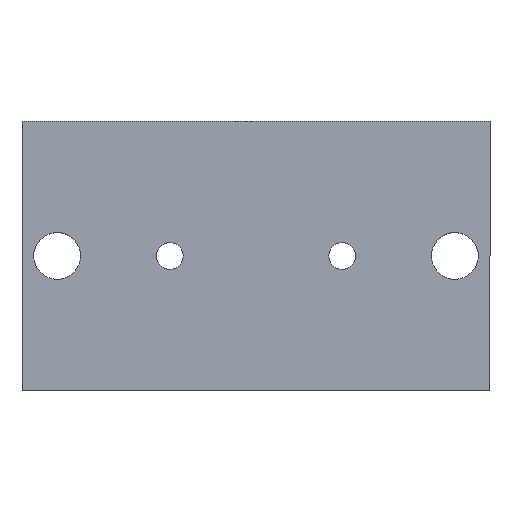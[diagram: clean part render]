
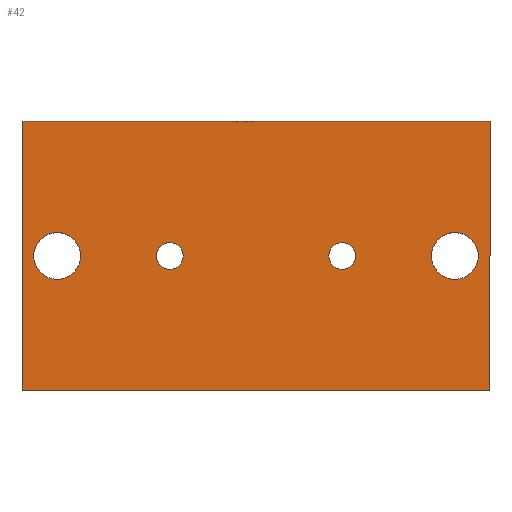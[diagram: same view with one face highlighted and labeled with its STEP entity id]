
A CAD part, top view. The second image highlights one B-rep face of the part: STEP entity #42.
In plain terms, the highlighted planar face has unit normal (0, 0, 1).
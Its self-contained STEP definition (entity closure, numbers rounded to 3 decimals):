
#12 = LINE ( 'NONE', #134, #348 ) ;
#14 = AXIS2_PLACEMENT_3D ( 'NONE', #105, #192, #489 ) ;
#23 = CIRCLE ( 'NONE', #267, 1.143 ) ;
#24 = EDGE_CURVE ( 'NONE', #115, #338, #320, .T. ) ;
#25 = CARTESIAN_POINT ( 'NONE',  ( -20., 11.5, 5. ) ) ;
#30 = LINE ( 'NONE', #25, #32 ) ;
#32 = VECTOR ( 'NONE', #116, 1000. ) ;
#40 = CARTESIAN_POINT ( 'NONE',  ( -19., 0., 5. ) ) ;
#42 = ADVANCED_FACE ( 'NONE', ( #236, #446, #132, #204, #332 ), #50, .T. ) ;
#43 = ORIENTED_EDGE ( 'NONE', *, *, #507, .F. ) ;
#50 = PLANE ( 'NONE',  #92 ) ;
#62 = EDGE_CURVE ( 'NONE', #275, #164, #492, .T. ) ;
#67 = AXIS2_PLACEMENT_3D ( 'NONE', #165, #239, #83 ) ;
#73 = EDGE_LOOP ( 'NONE', ( #426, #313, #143, #454 ) ) ;
#78 = EDGE_CURVE ( 'NONE', #338, #115, #255, .T. ) ;
#83 = DIRECTION ( 'NONE',  ( 1., 0., 0. ) ) ;
#85 = VECTOR ( 'NONE', #207, 1000. ) ;
#88 = DIRECTION ( 'NONE',  ( 1., 0., 0. ) ) ;
#92 = AXIS2_PLACEMENT_3D ( 'NONE', #494, #294, #458 ) ;
#96 = EDGE_CURVE ( 'NONE', #100, #346, #144, .T. ) ;
#100 = VERTEX_POINT ( 'NONE', #279 ) ;
#105 = CARTESIAN_POINT ( 'NONE',  ( 17., 0., 5. ) ) ;
#108 = DIRECTION ( 'NONE',  ( 1., 0., 0. ) ) ;
#114 = CARTESIAN_POINT ( 'NONE',  ( -8.509, 0., 5. ) ) ;
#115 = VERTEX_POINT ( 'NONE', #40 ) ;
#116 = DIRECTION ( 'NONE',  ( -1., 0., 0. ) ) ;
#117 = AXIS2_PLACEMENT_3D ( 'NONE', #248, #367, #450 ) ;
#132 = FACE_BOUND ( 'NONE', #365, .T. ) ;
#134 = CARTESIAN_POINT ( 'NONE',  ( 20., 11.5, 5. ) ) ;
#143 = ORIENTED_EDGE ( 'NONE', *, *, #195, .T. ) ;
#144 = CIRCLE ( 'NONE', #67, 1.143 ) ;
#146 = DIRECTION ( 'NONE',  ( 1., 0., 0. ) ) ;
#148 = CARTESIAN_POINT ( 'NONE',  ( -7.366, 0., 5. ) ) ;
#152 = CARTESIAN_POINT ( 'NONE',  ( 20., -11.5, 5. ) ) ;
#155 = CARTESIAN_POINT ( 'NONE',  ( -7.366, 0., 5. ) ) ;
#156 = DIRECTION ( 'NONE',  ( 1., 0., 0. ) ) ;
#159 = CARTESIAN_POINT ( 'NONE',  ( 20., 11.5, 5. ) ) ;
#164 = VERTEX_POINT ( 'NONE', #283 ) ;
#165 = CARTESIAN_POINT ( 'NONE',  ( 7.366, 0., 5. ) ) ;
#167 = ORIENTED_EDGE ( 'NONE', *, *, #340, .F. ) ;
#173 = DIRECTION ( 'NONE',  ( 1., 0., 0. ) ) ;
#178 = CIRCLE ( 'NONE', #398, 1.143 ) ;
#190 = ORIENTED_EDGE ( 'NONE', *, *, #285, .F. ) ;
#192 = DIRECTION ( 'NONE',  ( 0., 0., 1. ) ) ;
#195 = EDGE_CURVE ( 'NONE', #298, #470, #12, .T. ) ;
#204 = FACE_BOUND ( 'NONE', #512, .T. ) ;
#207 = DIRECTION ( 'NONE',  ( 0., -1., 0. ) ) ;
#210 = DIRECTION ( 'NONE',  ( 0., 0., 1. ) ) ;
#215 = ORIENTED_EDGE ( 'NONE', *, *, #78, .F. ) ;
#224 = AXIS2_PLACEMENT_3D ( 'NONE', #532, #210, #403 ) ;
#226 = CARTESIAN_POINT ( 'NONE',  ( 8.509, 0., 5. ) ) ;
#227 = EDGE_CURVE ( 'NONE', #470, #275, #30, .T. ) ;
#231 = ORIENTED_EDGE ( 'NONE', *, *, #347, .F. ) ;
#236 = FACE_BOUND ( 'NONE', #238, .T. ) ;
#238 = EDGE_LOOP ( 'NONE', ( #43, #302 ) ) ;
#239 = DIRECTION ( 'NONE',  ( 0., 0., 1. ) ) ;
#248 = CARTESIAN_POINT ( 'NONE',  ( -17., 0., 5. ) ) ;
#255 = CIRCLE ( 'NONE', #224, 2. ) ;
#259 = VERTEX_POINT ( 'NONE', #114 ) ;
#265 = EDGE_CURVE ( 'NONE', #401, #271, #354, .T. ) ;
#267 = AXIS2_PLACEMENT_3D ( 'NONE', #155, #429, #156 ) ;
#271 = VERTEX_POINT ( 'NONE', #527 ) ;
#275 = VERTEX_POINT ( 'NONE', #528 ) ;
#279 = CARTESIAN_POINT ( 'NONE',  ( 6.223, 0., 5. ) ) ;
#283 = CARTESIAN_POINT ( 'NONE',  ( -20., -11.5, 5. ) ) ;
#285 = EDGE_CURVE ( 'NONE', #259, #394, #23, .T. ) ;
#288 = CARTESIAN_POINT ( 'NONE',  ( -6.223, 0., 5. ) ) ;
#294 = DIRECTION ( 'NONE',  ( 0., 0., 1. ) ) ;
#298 = VERTEX_POINT ( 'NONE', #152 ) ;
#302 = ORIENTED_EDGE ( 'NONE', *, *, #265, .F. ) ;
#313 = ORIENTED_EDGE ( 'NONE', *, *, #453, .T. ) ;
#320 = CIRCLE ( 'NONE', #117, 2. ) ;
#332 = FACE_OUTER_BOUND ( 'NONE', #73, .T. ) ;
#336 = CARTESIAN_POINT ( 'NONE',  ( 19., 0., 5. ) ) ;
#337 = DIRECTION ( 'NONE',  ( 0., 1., 0. ) ) ;
#338 = VERTEX_POINT ( 'NONE', #389 ) ;
#340 = EDGE_CURVE ( 'NONE', #346, #100, #178, .T. ) ;
#346 = VERTEX_POINT ( 'NONE', #226 ) ;
#347 = EDGE_CURVE ( 'NONE', #394, #259, #449, .T. ) ;
#348 = VECTOR ( 'NONE', #337, 1000. ) ;
#351 = CARTESIAN_POINT ( 'NONE',  ( 7.366, 0., 5. ) ) ;
#354 = CIRCLE ( 'NONE', #14, 2. ) ;
#363 = LINE ( 'NONE', #530, #431 ) ;
#365 = EDGE_LOOP ( 'NONE', ( #190, #231 ) ) ;
#367 = DIRECTION ( 'NONE',  ( 0., 0., 1. ) ) ;
#382 = ORIENTED_EDGE ( 'NONE', *, *, #96, .F. ) ;
#389 = CARTESIAN_POINT ( 'NONE',  ( -15., 0., 5. ) ) ;
#394 = VERTEX_POINT ( 'NONE', #288 ) ;
#397 = EDGE_LOOP ( 'NONE', ( #382, #167 ) ) ;
#398 = AXIS2_PLACEMENT_3D ( 'NONE', #351, #515, #146 ) ;
#401 = VERTEX_POINT ( 'NONE', #336 ) ;
#403 = DIRECTION ( 'NONE',  ( 1., 0., 0. ) ) ;
#423 = CIRCLE ( 'NONE', #478, 2. ) ;
#426 = ORIENTED_EDGE ( 'NONE', *, *, #62, .T. ) ;
#429 = DIRECTION ( 'NONE',  ( 0., 0., 1. ) ) ;
#431 = VECTOR ( 'NONE', #173, 1000. ) ;
#438 = ORIENTED_EDGE ( 'NONE', *, *, #24, .F. ) ;
#446 = FACE_BOUND ( 'NONE', #397, .T. ) ;
#447 = DIRECTION ( 'NONE',  ( 0., 0., 1. ) ) ;
#449 = CIRCLE ( 'NONE', #523, 1.143 ) ;
#450 = DIRECTION ( 'NONE',  ( 1., 0., 0. ) ) ;
#453 = EDGE_CURVE ( 'NONE', #164, #298, #363, .T. ) ;
#454 = ORIENTED_EDGE ( 'NONE', *, *, #227, .T. ) ;
#458 = DIRECTION ( 'NONE',  ( 1., 0., 0. ) ) ;
#470 = VERTEX_POINT ( 'NONE', #159 ) ;
#478 = AXIS2_PLACEMENT_3D ( 'NONE', #533, #447, #88 ) ;
#479 = DIRECTION ( 'NONE',  ( 0., 0., 1. ) ) ;
#489 = DIRECTION ( 'NONE',  ( 1., 0., 0. ) ) ;
#492 = LINE ( 'NONE', #529, #85 ) ;
#494 = CARTESIAN_POINT ( 'NONE',  ( 0., 0., 5. ) ) ;
#507 = EDGE_CURVE ( 'NONE', #271, #401, #423, .T. ) ;
#512 = EDGE_LOOP ( 'NONE', ( #438, #215 ) ) ;
#515 = DIRECTION ( 'NONE',  ( 0., 0., 1. ) ) ;
#523 = AXIS2_PLACEMENT_3D ( 'NONE', #148, #479, #108 ) ;
#527 = CARTESIAN_POINT ( 'NONE',  ( 15., 0., 5. ) ) ;
#528 = CARTESIAN_POINT ( 'NONE',  ( -20., 11.5, 5. ) ) ;
#529 = CARTESIAN_POINT ( 'NONE',  ( -20., 11.5, 5. ) ) ;
#530 = CARTESIAN_POINT ( 'NONE',  ( -20., -11.5, 5. ) ) ;
#532 = CARTESIAN_POINT ( 'NONE',  ( -17., 0., 5. ) ) ;
#533 = CARTESIAN_POINT ( 'NONE',  ( 17., 0., 5. ) ) ;
